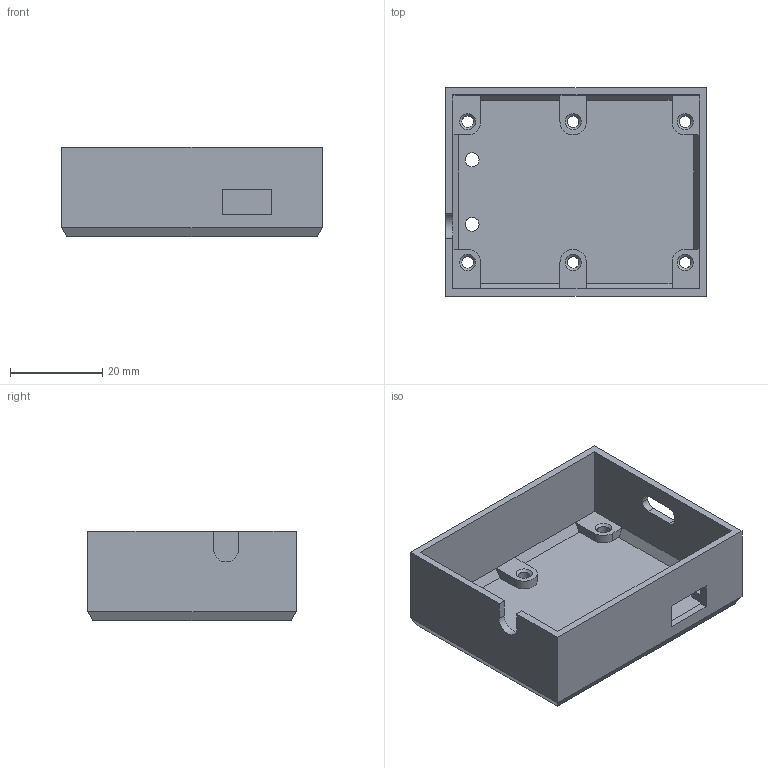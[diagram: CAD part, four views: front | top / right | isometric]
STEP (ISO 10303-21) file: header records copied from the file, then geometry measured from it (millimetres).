
FILE_DESCRIPTION(/* description */ (''),/* implementation_level */ '2;1');
FILE_NAME(/* name */ 'корпус.stp',/* time_stamp */ '2024-05-11T00:21:16+03:00',/* author */ ('Мария'),/* organization */ (''),/* preprocessor_version */ 'ST-DEVELOPER v18.1',/* originating_system */ 'Autodesk Inventor 2021',/* authorisation */ '');
FILE_SCHEMA (('AUTOMOTIVE_DESIGN { 1 0 10303 214 3 1 1 }'));
Length unit declared in the file: millimetre
Products named in the file (1): корпус
Bounding box: 56.5 x 45.2 x 19.4 mm (x, y, z)
Volume: 9841.4 mm3; surface area: 12154.9 mm2
Topology: 1 solids, 1 shells, 74 faces, 202 edges, 130 vertices
Faces by surface type: plane 49, cylinder 19, cone 6
Full cylindrical faces by diameter (mm): 2.5 x6, 3 x2
Entity records: 2407 total; most frequent: CARTESIAN_POINT 407, ORIENTED_EDGE 404, DIRECTION 404, EDGE_CURVE 202, LINE 150, VECTOR 150, VERTEX_POINT 130, AXIS2_PLACEMENT_3D 127
